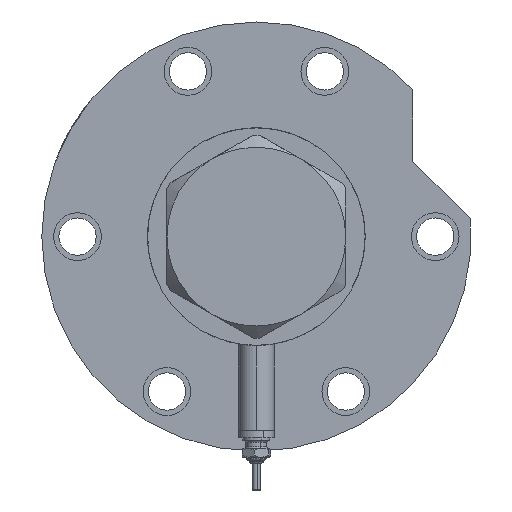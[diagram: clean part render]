
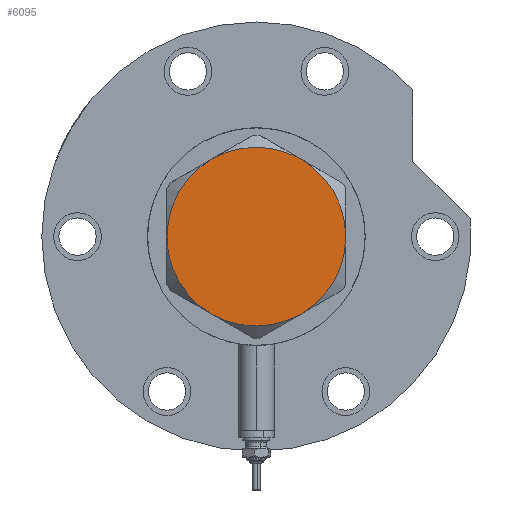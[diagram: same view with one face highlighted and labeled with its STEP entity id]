
A CAD part, left-side view. The second image highlights one B-rep face of the part: STEP entity #6095.
In plain terms, the highlighted face is planar.
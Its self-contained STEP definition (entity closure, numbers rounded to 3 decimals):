
#38 = DIRECTION ( 'NONE',  ( 0., 0., 1. ) ) ;
#255 = ORIENTED_EDGE ( 'NONE', *, *, #4585, .T. ) ;
#289 = CARTESIAN_POINT ( 'NONE',  ( 0., 0., 14.5 ) ) ;
#302 = CARTESIAN_POINT ( 'NONE',  ( 15., 25.981, 14.5 ) ) ;
#464 = FACE_OUTER_BOUND ( 'NONE', #3265, .T. ) ;
#502 = DIRECTION ( 'NONE',  ( 1., 0., 0. ) ) ;
#638 = CARTESIAN_POINT ( 'NONE',  ( 15., -25.981, 14.5 ) ) ;
#697 = EDGE_CURVE ( 'NONE', #805, #1819, #6563, .T. ) ;
#805 = VERTEX_POINT ( 'NONE', #638 ) ;
#909 = EDGE_CURVE ( 'NONE', #1819, #3562, #1689, .T. ) ;
#981 = AXIS2_PLACEMENT_3D ( 'NONE', #4582, #1615, #3439 ) ;
#1064 = AXIS2_PLACEMENT_3D ( 'NONE', #5385, #4160, #6002 ) ;
#1095 = CIRCLE ( 'NONE', #7568, 30. ) ;
#1150 = CARTESIAN_POINT ( 'NONE',  ( 30., 0., 14.5 ) ) ;
#1387 = ORIENTED_EDGE ( 'NONE', *, *, #2771, .T. ) ;
#1549 = EDGE_CURVE ( 'NONE', #3562, #3820, #4497, .T. ) ;
#1615 = DIRECTION ( 'NONE',  ( 0., 0., 1. ) ) ;
#1664 = PLANE ( 'NONE',  #1974 ) ;
#1689 = CIRCLE ( 'NONE', #2292, 30. ) ;
#1819 = VERTEX_POINT ( 'NONE', #1150 ) ;
#1820 = DIRECTION ( 'NONE',  ( 1., 0., 0. ) ) ;
#1974 = AXIS2_PLACEMENT_3D ( 'NONE', #6323, #2744, #502 ) ;
#2292 = AXIS2_PLACEMENT_3D ( 'NONE', #289, #7413, #7381 ) ;
#2744 = DIRECTION ( 'NONE',  ( 0., 0., 1. ) ) ;
#2771 = EDGE_CURVE ( 'NONE', #7318, #805, #4515, .T. ) ;
#2926 = DIRECTION ( 'NONE',  ( 0., 0., 1. ) ) ;
#3101 = CARTESIAN_POINT ( 'NONE',  ( -15., 25.981, 14.5 ) ) ;
#3265 = EDGE_LOOP ( 'NONE', ( #4748, #6901, #5426, #7521, #255, #1387 ) ) ;
#3355 = CARTESIAN_POINT ( 'NONE',  ( -30., 0., 14.5 ) ) ;
#3392 = DIRECTION ( 'NONE',  ( 1., 0., 0. ) ) ;
#3439 = DIRECTION ( 'NONE',  ( 1., 0., 0. ) ) ;
#3533 = CARTESIAN_POINT ( 'NONE',  ( -15., -25.981, 14.5 ) ) ;
#3562 = VERTEX_POINT ( 'NONE', #302 ) ;
#3820 = VERTEX_POINT ( 'NONE', #3101 ) ;
#3852 = DIRECTION ( 'NONE',  ( 0., 0., 1. ) ) ;
#4160 = DIRECTION ( 'NONE',  ( 0., 0., 1. ) ) ;
#4254 = DIRECTION ( 'NONE',  ( 1., 0., 0. ) ) ;
#4369 = VERTEX_POINT ( 'NONE', #3355 ) ;
#4497 = CIRCLE ( 'NONE', #6452, 30. ) ;
#4515 = CIRCLE ( 'NONE', #7564, 30. ) ;
#4582 = CARTESIAN_POINT ( 'NONE',  ( 0., 0., 14.5 ) ) ;
#4585 = EDGE_CURVE ( 'NONE', #4369, #7318, #1095, .T. ) ;
#4748 = ORIENTED_EDGE ( 'NONE', *, *, #697, .T. ) ;
#5331 = EDGE_CURVE ( 'NONE', #3820, #4369, #6735, .T. ) ;
#5385 = CARTESIAN_POINT ( 'NONE',  ( 0., 0., 14.5 ) ) ;
#5426 = ORIENTED_EDGE ( 'NONE', *, *, #1549, .T. ) ;
#5660 = CARTESIAN_POINT ( 'NONE',  ( 0., 0., 14.5 ) ) ;
#6002 = DIRECTION ( 'NONE',  ( 1., 0., 0. ) ) ;
#6095 = ADVANCED_FACE ( 'NONE', ( #464 ), #1664, .T. ) ;
#6323 = CARTESIAN_POINT ( 'NONE',  ( 0., 0., 14.5 ) ) ;
#6452 = AXIS2_PLACEMENT_3D ( 'NONE', #6597, #38, #4254 ) ;
#6563 = CIRCLE ( 'NONE', #1064, 30. ) ;
#6597 = CARTESIAN_POINT ( 'NONE',  ( 0., 0., 14.5 ) ) ;
#6735 = CIRCLE ( 'NONE', #981, 30. ) ;
#6901 = ORIENTED_EDGE ( 'NONE', *, *, #909, .T. ) ;
#7060 = CARTESIAN_POINT ( 'NONE',  ( 0., 0., 14.5 ) ) ;
#7318 = VERTEX_POINT ( 'NONE', #3533 ) ;
#7381 = DIRECTION ( 'NONE',  ( 1., 0., 0. ) ) ;
#7413 = DIRECTION ( 'NONE',  ( 0., 0., 1. ) ) ;
#7521 = ORIENTED_EDGE ( 'NONE', *, *, #5331, .T. ) ;
#7564 = AXIS2_PLACEMENT_3D ( 'NONE', #5660, #3852, #3392 ) ;
#7568 = AXIS2_PLACEMENT_3D ( 'NONE', #7060, #2926, #1820 ) ;
